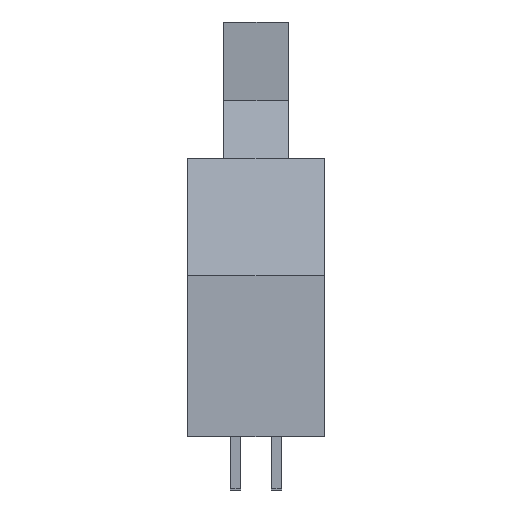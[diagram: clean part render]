
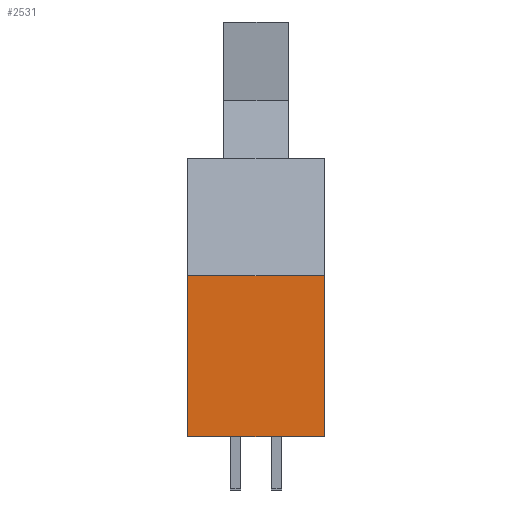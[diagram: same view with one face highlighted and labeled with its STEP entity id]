
A CAD part, left-side view. The second image highlights one B-rep face of the part: STEP entity #2531.
In plain terms, the highlighted planar face has unit normal (-1, 0, 0).
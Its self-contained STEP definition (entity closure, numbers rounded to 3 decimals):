
#502 = CARTESIAN_POINT ( 'NONE',  ( -11.06, 5.52, 8.74 ) ) ;
#624 = DIRECTION ( 'NONE',  ( 0., 0., -1. ) ) ;
#731 = FACE_OUTER_BOUND ( 'NONE', #8598, .T. ) ;
#1059 = LINE ( 'NONE', #502, #5456 ) ;
#1073 = DIRECTION ( 'NONE',  ( 0., -1., 0. ) ) ;
#1215 = CARTESIAN_POINT ( 'NONE',  ( -11.06, -2.98, 5.09 ) ) ;
#1505 = CARTESIAN_POINT ( 'NONE',  ( -11.06, 5.52, 0.09 ) ) ;
#2304 = DIRECTION ( 'NONE',  ( 0., 0., 1. ) ) ;
#2531 = ADVANCED_FACE ( 'NONE', ( #731 ), #8500, .T. ) ;
#2535 = AXIS2_PLACEMENT_3D ( 'NONE', #11175, #5899, #624 ) ;
#2578 = VERTEX_POINT ( 'NONE', #1505 ) ;
#3013 = DIRECTION ( 'NONE',  ( 0., 0., 1. ) ) ;
#3307 = LINE ( 'NONE', #1215, #7750 ) ;
#4183 = CARTESIAN_POINT ( 'NONE',  ( -11.06, -2.98, 0.09 ) ) ;
#4787 = LINE ( 'NONE', #6596, #9232 ) ;
#4969 = EDGE_CURVE ( 'NONE', #2578, #9923, #1059, .T. ) ;
#5456 = VECTOR ( 'NONE', #2304, 1000. ) ;
#5899 = DIRECTION ( 'NONE',  ( -1., 0., 0. ) ) ;
#6596 = CARTESIAN_POINT ( 'NONE',  ( -11.06, 1.27, 0.09 ) ) ;
#7308 = CARTESIAN_POINT ( 'NONE',  ( -11.06, 5.52, 10.09 ) ) ;
#7482 = DIRECTION ( 'NONE',  ( 0., 1., 0. ) ) ;
#7750 = VECTOR ( 'NONE', #3013, 1000. ) ;
#7812 = EDGE_CURVE ( 'NONE', #9923, #7815, #9244, .T. ) ;
#7815 = VERTEX_POINT ( 'NONE', #8979 ) ;
#7977 = EDGE_CURVE ( 'NONE', #8170, #2578, #4787, .T. ) ;
#8025 = ORIENTED_EDGE ( 'NONE', *, *, #7812, .F. ) ;
#8170 = VERTEX_POINT ( 'NONE', #4183 ) ;
#8334 = ORIENTED_EDGE ( 'NONE', *, *, #7977, .F. ) ;
#8430 = VECTOR ( 'NONE', #1073, 1000. ) ;
#8500 = PLANE ( 'NONE',  #2535 ) ;
#8598 = EDGE_LOOP ( 'NONE', ( #8855, #8025, #8935, #8334 ) ) ;
#8855 = ORIENTED_EDGE ( 'NONE', *, *, #9953, .T. ) ;
#8935 = ORIENTED_EDGE ( 'NONE', *, *, #4969, .F. ) ;
#8979 = CARTESIAN_POINT ( 'NONE',  ( -11.06, -2.98, 10.09 ) ) ;
#9232 = VECTOR ( 'NONE', #7482, 1000. ) ;
#9244 = LINE ( 'NONE', #9833, #8430 ) ;
#9833 = CARTESIAN_POINT ( 'NONE',  ( -11.06, 1.27, 10.09 ) ) ;
#9923 = VERTEX_POINT ( 'NONE', #7308 ) ;
#9953 = EDGE_CURVE ( 'NONE', #8170, #7815, #3307, .T. ) ;
#11175 = CARTESIAN_POINT ( 'NONE',  ( -11.06, 5.52, 10.09 ) ) ;
